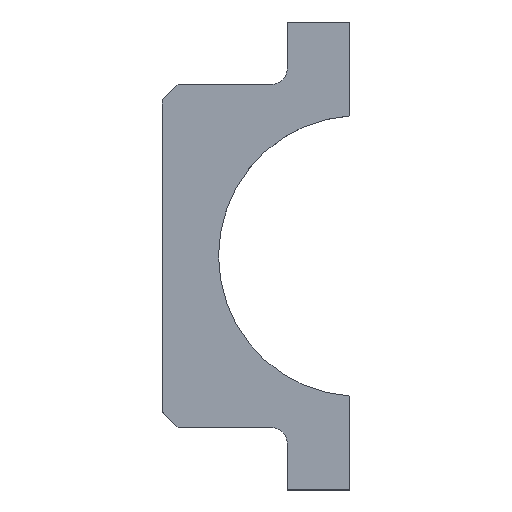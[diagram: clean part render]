
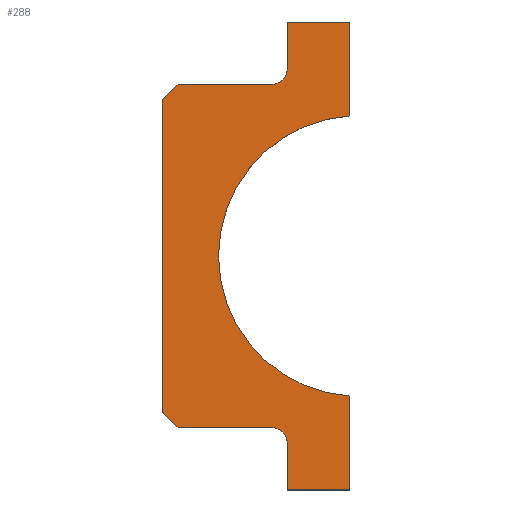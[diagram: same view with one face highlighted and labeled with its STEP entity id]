
A CAD part, top view. The second image highlights one B-rep face of the part: STEP entity #288.
In plain terms, the highlighted planar face has unit normal (0, 0, 1).
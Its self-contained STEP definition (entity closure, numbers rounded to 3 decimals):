
#3 = CARTESIAN_POINT ( 'NONE',  ( 40., -75., 6. ) ) ;
#4 = CARTESIAN_POINT ( 'NONE',  ( 60., 44.9, 6. ) ) ;
#10 = CARTESIAN_POINT ( 'NONE',  ( 63., 0., 6. ) ) ;
#12 = CARTESIAN_POINT ( 'NONE',  ( 18., 0., 6. ) ) ;
#23 = CARTESIAN_POINT ( 'NONE',  ( 60., 75., 6. ) ) ;
#32 = DIRECTION ( 'NONE',  ( -1., 0., 0. ) ) ;
#40 = CARTESIAN_POINT ( 'NONE',  ( 5., 55., 6. ) ) ;
#45 = CARTESIAN_POINT ( 'NONE',  ( 6.5, -56.5, 6. ) ) ;
#48 = CARTESIAN_POINT ( 'NONE',  ( 35., 55., 6. ) ) ;
#60 = DIRECTION ( 'NONE',  ( 0., 1., 0. ) ) ;
#74 = DIRECTION ( 'NONE',  ( 1., 0., 0. ) ) ;
#75 = CARTESIAN_POINT ( 'NONE',  ( 0., 55., 6. ) ) ;
#76 = DIRECTION ( 'NONE',  ( 0., 0., -1. ) ) ;
#78 = CARTESIAN_POINT ( 'NONE',  ( 63., 0., 6. ) ) ;
#96 = CARTESIAN_POINT ( 'NONE',  ( 60., -75., 6. ) ) ;
#100 = DIRECTION ( 'NONE',  ( 1., 0., 0. ) ) ;
#109 = DIRECTION ( 'NONE',  ( 1., 0., 0. ) ) ;
#112 = LINE ( 'NONE', #676, #113 ) ;
#113 = VECTOR ( 'NONE', #523, 1000. ) ;
#118 = LINE ( 'NONE', #75, #120 ) ;
#120 = VECTOR ( 'NONE', #32, 1000. ) ;
#124 = VERTEX_POINT ( 'NONE', #513 ) ;
#151 = CIRCLE ( 'NONE', #173, 45. ) ;
#173 = AXIS2_PLACEMENT_3D ( 'NONE', #78, #76, #74 ) ;
#180 = CIRCLE ( 'NONE', #248, 5. ) ;
#181 = VECTOR ( 'NONE', #632, 1000. ) ;
#183 = VECTOR ( 'NONE', #708, 1000. ) ;
#184 = LINE ( 'NONE', #45, #181 ) ;
#185 = CARTESIAN_POINT ( 'NONE',  ( 40., -75., 6. ) ) ;
#186 = CIRCLE ( 'NONE', #255, 5. ) ;
#194 = VECTOR ( 'NONE', #298, 1000. ) ;
#196 = LINE ( 'NONE', #661, #194 ) ;
#199 = DIRECTION ( 'NONE',  ( 0., 0., -1. ) ) ;
#202 = VECTOR ( 'NONE', #680, 1000. ) ;
#205 = LINE ( 'NONE', #432, #183 ) ;
#213 = LINE ( 'NONE', #675, #202 ) ;
#217 = VECTOR ( 'NONE', #714, 1000. ) ;
#226 = LINE ( 'NONE', #23, #217 ) ;
#234 = VECTOR ( 'NONE', #60, 1000. ) ;
#238 = CIRCLE ( 'NONE', #315, 45. ) ;
#240 = LINE ( 'NONE', #96, #234 ) ;
#242 = VECTOR ( 'NONE', #100, 1000. ) ;
#248 = AXIS2_PLACEMENT_3D ( 'NONE', #580, #570, #560 ) ;
#251 = EDGE_CURVE ( 'NONE', #475, #124, #299, .T. ) ;
#255 = AXIS2_PLACEMENT_3D ( 'NONE', #265, #623, #618 ) ;
#256 = LINE ( 'NONE', #185, #242 ) ;
#265 = CARTESIAN_POINT ( 'NONE',  ( 35., -60., 6. ) ) ;
#268 = CARTESIAN_POINT ( 'NONE',  ( 5., -55., 6. ) ) ;
#280 = VECTOR ( 'NONE', #506, 1000. ) ;
#288 = ADVANCED_FACE ( 'NONE', ( #292 ), #645, .T. ) ;
#292 = FACE_OUTER_BOUND ( 'NONE', #474, .T. ) ;
#297 = LINE ( 'NONE', #450, #280 ) ;
#298 = DIRECTION ( 'NONE',  ( -0.707, -0.707, 0. ) ) ;
#299 = LINE ( 'NONE', #664, #309 ) ;
#306 = CARTESIAN_POINT ( 'NONE',  ( 60., 75., 6. ) ) ;
#309 = VECTOR ( 'NONE', #658, 1000. ) ;
#315 = AXIS2_PLACEMENT_3D ( 'NONE', #10, #199, #109 ) ;
#333 = VERTEX_POINT ( 'NONE', #622 ) ;
#347 = ORIENTED_EDGE ( 'NONE', *, *, #484, .T. ) ;
#356 = VERTEX_POINT ( 'NONE', #616 ) ;
#372 = ORIENTED_EDGE ( 'NONE', *, *, #550, .T. ) ;
#374 = VERTEX_POINT ( 'NONE', #595 ) ;
#375 = AXIS2_PLACEMENT_3D ( 'NONE', #700, #641, #637 ) ;
#376 = ORIENTED_EDGE ( 'NONE', *, *, #624, .T. ) ;
#397 = ORIENTED_EDGE ( 'NONE', *, *, #536, .T. ) ;
#403 = EDGE_CURVE ( 'NONE', #430, #677, #297, .T. ) ;
#425 = ORIENTED_EDGE ( 'NONE', *, *, #553, .T. ) ;
#430 = VERTEX_POINT ( 'NONE', #490 ) ;
#432 = CARTESIAN_POINT ( 'NONE',  ( 40., 55., 6. ) ) ;
#437 = CARTESIAN_POINT ( 'NONE',  ( 40., 75., 6. ) ) ;
#448 = ORIENTED_EDGE ( 'NONE', *, *, #498, .T. ) ;
#450 = CARTESIAN_POINT ( 'NONE',  ( 40., -55., 6. ) ) ;
#466 = VERTEX_POINT ( 'NONE', #437 ) ;
#474 = EDGE_LOOP ( 'NONE', ( #533, #425, #499, #640, #649, #347, #448, #561, #376, #577, #668, #372, #583, #488, #397 ) ) ;
#475 = VERTEX_POINT ( 'NONE', #268 ) ;
#484 = EDGE_CURVE ( 'NONE', #677, #374, #256, .T. ) ;
#488 = ORIENTED_EDGE ( 'NONE', *, *, #689, .T. ) ;
#490 = CARTESIAN_POINT ( 'NONE',  ( 40., -60., 6. ) ) ;
#498 = EDGE_CURVE ( 'NONE', #374, #720, #240, .T. ) ;
#499 = ORIENTED_EDGE ( 'NONE', *, *, #251, .T. ) ;
#502 = EDGE_CURVE ( 'NONE', #720, #663, #238, .T. ) ;
#506 = DIRECTION ( 'NONE',  ( 0., -1., 0. ) ) ;
#513 = CARTESIAN_POINT ( 'NONE',  ( 35., -55., 6. ) ) ;
#519 = EDGE_CURVE ( 'NONE', #662, #697, #226, .T. ) ;
#523 = DIRECTION ( 'NONE',  ( 0., -1., 0. ) ) ;
#531 = EDGE_CURVE ( 'NONE', #697, #466, #213, .T. ) ;
#533 = ORIENTED_EDGE ( 'NONE', *, *, #721, .T. ) ;
#536 = EDGE_CURVE ( 'NONE', #643, #356, #196, .T. ) ;
#550 = EDGE_CURVE ( 'NONE', #466, #333, #205, .T. ) ;
#553 = EDGE_CURVE ( 'NONE', #698, #475, #184, .T. ) ;
#560 = DIRECTION ( 'NONE',  ( 1., 0., 0. ) ) ;
#561 = ORIENTED_EDGE ( 'NONE', *, *, #502, .T. ) ;
#563 = EDGE_CURVE ( 'NONE', #124, #430, #186, .T. ) ;
#567 = EDGE_CURVE ( 'NONE', #333, #644, #180, .T. ) ;
#570 = DIRECTION ( 'NONE',  ( 0., 0., -1. ) ) ;
#572 = CARTESIAN_POINT ( 'NONE',  ( 60., -44.9, 6. ) ) ;
#577 = ORIENTED_EDGE ( 'NONE', *, *, #519, .T. ) ;
#580 = CARTESIAN_POINT ( 'NONE',  ( 35., 60., 6. ) ) ;
#583 = ORIENTED_EDGE ( 'NONE', *, *, #567, .T. ) ;
#595 = CARTESIAN_POINT ( 'NONE',  ( 60., -75., 6. ) ) ;
#616 = CARTESIAN_POINT ( 'NONE',  ( 0., 50., 6. ) ) ;
#618 = DIRECTION ( 'NONE',  ( 1., 0., 0. ) ) ;
#622 = CARTESIAN_POINT ( 'NONE',  ( 40., 60., 6. ) ) ;
#623 = DIRECTION ( 'NONE',  ( 0., 0., -1. ) ) ;
#624 = EDGE_CURVE ( 'NONE', #663, #662, #151, .T. ) ;
#632 = DIRECTION ( 'NONE',  ( 0.707, -0.707, 0. ) ) ;
#637 = DIRECTION ( 'NONE',  ( 1., 0., 0. ) ) ;
#640 = ORIENTED_EDGE ( 'NONE', *, *, #563, .T. ) ;
#641 = DIRECTION ( 'NONE',  ( 0., 0., 1. ) ) ;
#643 = VERTEX_POINT ( 'NONE', #40 ) ;
#644 = VERTEX_POINT ( 'NONE', #48 ) ;
#645 = PLANE ( 'NONE',  #375 ) ;
#649 = ORIENTED_EDGE ( 'NONE', *, *, #403, .T. ) ;
#658 = DIRECTION ( 'NONE',  ( 1., 0., 0. ) ) ;
#661 = CARTESIAN_POINT ( 'NONE',  ( 6.5, 56.5, 6. ) ) ;
#662 = VERTEX_POINT ( 'NONE', #4 ) ;
#663 = VERTEX_POINT ( 'NONE', #12 ) ;
#664 = CARTESIAN_POINT ( 'NONE',  ( 0., -55., 6. ) ) ;
#668 = ORIENTED_EDGE ( 'NONE', *, *, #531, .T. ) ;
#675 = CARTESIAN_POINT ( 'NONE',  ( 40., 75., 6. ) ) ;
#676 = CARTESIAN_POINT ( 'NONE',  ( 0., -55., 6. ) ) ;
#677 = VERTEX_POINT ( 'NONE', #3 ) ;
#680 = DIRECTION ( 'NONE',  ( -1., 0., 0. ) ) ;
#683 = CARTESIAN_POINT ( 'NONE',  ( 0., -50., 6. ) ) ;
#689 = EDGE_CURVE ( 'NONE', #644, #643, #118, .T. ) ;
#697 = VERTEX_POINT ( 'NONE', #306 ) ;
#698 = VERTEX_POINT ( 'NONE', #683 ) ;
#700 = CARTESIAN_POINT ( 'NONE',  ( 63., 0., 6. ) ) ;
#708 = DIRECTION ( 'NONE',  ( 0., -1., 0. ) ) ;
#714 = DIRECTION ( 'NONE',  ( 0., 1., 0. ) ) ;
#720 = VERTEX_POINT ( 'NONE', #572 ) ;
#721 = EDGE_CURVE ( 'NONE', #356, #698, #112, .T. ) ;
